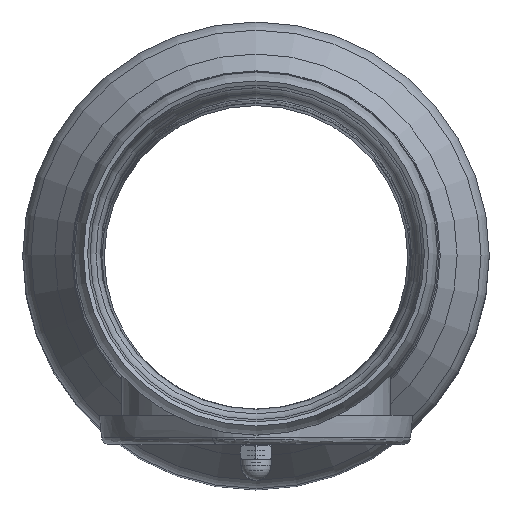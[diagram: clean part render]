
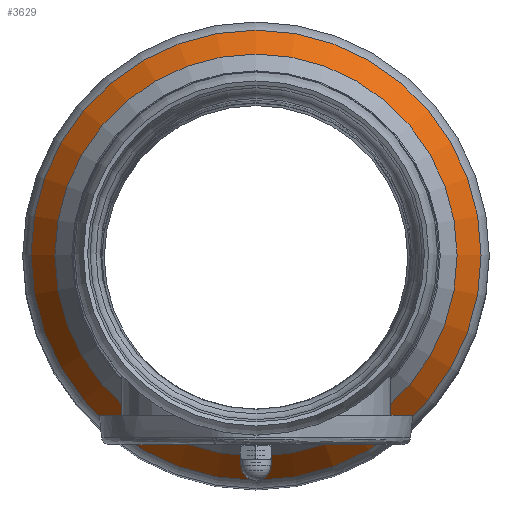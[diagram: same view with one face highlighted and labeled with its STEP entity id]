
A CAD part, top view. The second image highlights one B-rep face of the part: STEP entity #3629.
In plain terms, the highlighted conical face has half-angle 33.95 degrees and reference radius 884.703 mm.
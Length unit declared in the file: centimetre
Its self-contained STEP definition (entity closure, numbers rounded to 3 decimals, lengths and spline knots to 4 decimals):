
#472=FACE_OUTER_BOUND('',#736,.T.);
#736=EDGE_LOOP('',(#2451,#2452,#2453,#2454,#2455));
#1044=CIRCLE('',#4298,93.4405);
#1046=CIRCLE('',#4300,93.4405);
#1047=CIRCLE('',#4302,83.5);
#1320=VERTEX_POINT('',#6050);
#1321=VERTEX_POINT('',#6051);
#1322=VERTEX_POINT('',#6056);
#1742=EDGE_CURVE('',#1320,#1321,#1044,.T.);
#1744=EDGE_CURVE('',#1321,#1320,#1046,.T.);
#1745=EDGE_CURVE('',#1322,#1322,#1047,.T.);
#1746=EDGE_CURVE('',#1322,#1321,#3897,.T.);
#2451=ORIENTED_EDGE('',*,*,#1745,.F.);
#2452=ORIENTED_EDGE('',*,*,#1746,.T.);
#2453=ORIENTED_EDGE('',*,*,#1744,.T.);
#2454=ORIENTED_EDGE('',*,*,#1742,.T.);
#2455=ORIENTED_EDGE('',*,*,#1746,.F.);
#3523=CONICAL_SURFACE('',#4301,88.4703,0.593);
#3629=ADVANCED_FACE('',(#472),#3523,.T.);
#3897=LINE('',#6058,#4052);
#4052=VECTOR('',#4943,88.4703);
#4298=AXIS2_PLACEMENT_3D('',#6052,#4933,#4934);
#4300=AXIS2_PLACEMENT_3D('',#6054,#4937,#4938);
#4301=AXIS2_PLACEMENT_3D('',#6055,#4939,#4940);
#4302=AXIS2_PLACEMENT_3D('',#6057,#4941,#4942);
#4933=DIRECTION('center_axis',(0.,0.,1.));
#4934=DIRECTION('ref_axis',(1.,0.,0.));
#4937=DIRECTION('center_axis',(0.,0.,1.));
#4938=DIRECTION('ref_axis',(1.,0.,0.));
#4939=DIRECTION('center_axis',(0.,0.,-1.));
#4940=DIRECTION('ref_axis',(-1.,0.,0.));
#4941=DIRECTION('center_axis',(0.,0.,1.));
#4942=DIRECTION('ref_axis',(1.,0.,0.));
#4943=DIRECTION('',(0.558,0.,-0.83));
#6050=CARTESIAN_POINT('',(0.,93.4405,500.2339));
#6051=CARTESIAN_POINT('',(93.4405,0.,500.2339));
#6052=CARTESIAN_POINT('Origin',(0.,0.,500.2339));
#6054=CARTESIAN_POINT('Origin',(0.,0.,500.2339));
#6055=CARTESIAN_POINT('Origin',(0.,0.,507.6166));
#6056=CARTESIAN_POINT('',(83.5,0.,514.9993));
#6057=CARTESIAN_POINT('Origin',(0.,0.,514.9993));
#6058=CARTESIAN_POINT('',(88.4703,0.,507.6166));
